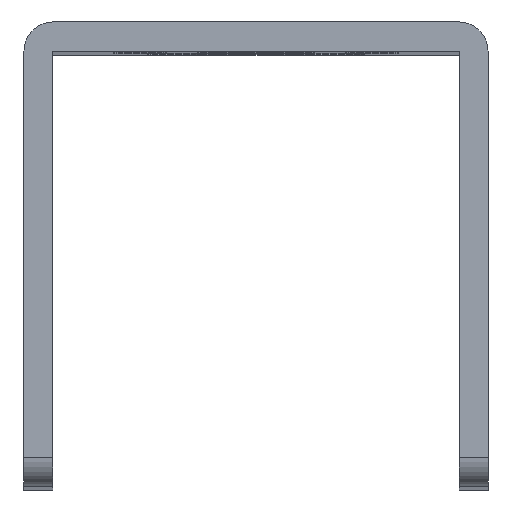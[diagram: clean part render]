
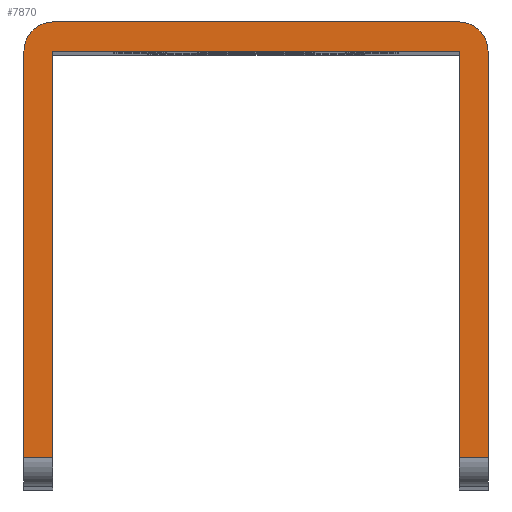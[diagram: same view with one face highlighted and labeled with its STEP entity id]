
A CAD part, top view. The second image highlights one B-rep face of the part: STEP entity #7870.
In plain terms, the highlighted planar face has unit normal (0, 0, 1).
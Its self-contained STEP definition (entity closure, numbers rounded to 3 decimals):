
#535 = LINE ( 'NONE', #6269, #4557 ) ;
#606 = ORIENTED_EDGE ( 'NONE', *, *, #5622, .T. ) ;
#677 = DIRECTION ( 'NONE',  ( 1., 0., 0. ) ) ;
#715 = DIRECTION ( 'NONE',  ( 0., 0., 1. ) ) ;
#742 = AXIS2_PLACEMENT_3D ( 'NONE', #5511, #715, #6303 ) ;
#745 = AXIS2_PLACEMENT_3D ( 'NONE', #2326, #7771, #3123 ) ;
#879 = CARTESIAN_POINT ( 'NONE',  ( 16., -14., 0. ) ) ;
#892 = CARTESIAN_POINT ( 'NONE',  ( -16., -14., 0. ) ) ;
#1236 = CARTESIAN_POINT ( 'NONE',  ( 14., 14., 0. ) ) ;
#1270 = CARTESIAN_POINT ( 'NONE',  ( -14., 14., 0. ) ) ;
#1357 = DIRECTION ( 'NONE',  ( 1., 0., 0. ) ) ;
#1675 = VERTEX_POINT ( 'NONE', #3923 ) ;
#1678 = CARTESIAN_POINT ( 'NONE',  ( -14., 14., 0. ) ) ;
#1683 = DIRECTION ( 'NONE',  ( 0., 0., 1. ) ) ;
#1821 = LINE ( 'NONE', #1678, #7779 ) ;
#1881 = ORIENTED_EDGE ( 'NONE', *, *, #6670, .T. ) ;
#2023 = FACE_OUTER_BOUND ( 'NONE', #3494, .T. ) ;
#2028 = VERTEX_POINT ( 'NONE', #2444 ) ;
#2062 = VECTOR ( 'NONE', #5563, 1000. ) ;
#2090 = VECTOR ( 'NONE', #8525, 1000. ) ;
#2126 = VERTEX_POINT ( 'NONE', #1270 ) ;
#2180 = VERTEX_POINT ( 'NONE', #1236 ) ;
#2228 = DIRECTION ( 'NONE',  ( -1., 0., 0. ) ) ;
#2326 = CARTESIAN_POINT ( 'NONE',  ( -14., 14., 0. ) ) ;
#2422 = CIRCLE ( 'NONE', #745, 2. ) ;
#2444 = CARTESIAN_POINT ( 'NONE',  ( 16., 14., 0. ) ) ;
#2515 = VERTEX_POINT ( 'NONE', #879 ) ;
#3123 = DIRECTION ( 'NONE',  ( 1., 0., 0. ) ) ;
#3494 = EDGE_LOOP ( 'NONE', ( #7916, #4231, #3728, #3861, #606, #1881, #9622, #8754, #7569, #5747 ) ) ;
#3728 = ORIENTED_EDGE ( 'NONE', *, *, #6124, .T. ) ;
#3861 = ORIENTED_EDGE ( 'NONE', *, *, #5872, .T. ) ;
#3908 = LINE ( 'NONE', #6260, #2062 ) ;
#3923 = CARTESIAN_POINT ( 'NONE',  ( 14., -14., 0. ) ) ;
#4012 = VERTEX_POINT ( 'NONE', #8780 ) ;
#4035 = CARTESIAN_POINT ( 'NONE',  ( 0., 0., 0. ) ) ;
#4231 = ORIENTED_EDGE ( 'NONE', *, *, #6660, .T. ) ;
#4387 = VERTEX_POINT ( 'NONE', #892 ) ;
#4555 = VERTEX_POINT ( 'NONE', #7673 ) ;
#4557 = VECTOR ( 'NONE', #7067, 1000. ) ;
#4656 = VERTEX_POINT ( 'NONE', #8501 ) ;
#4676 = VERTEX_POINT ( 'NONE', #5924 ) ;
#4818 = LINE ( 'NONE', #9535, #8416 ) ;
#5089 = LINE ( 'NONE', #8828, #6915 ) ;
#5095 = VECTOR ( 'NONE', #8059, 1000. ) ;
#5335 = EDGE_CURVE ( 'NONE', #2515, #2028, #6326, .T. ) ;
#5414 = CARTESIAN_POINT ( 'NONE',  ( -16., 16., 0. ) ) ;
#5511 = CARTESIAN_POINT ( 'NONE',  ( 14., 14., 0. ) ) ;
#5563 = DIRECTION ( 'NONE',  ( 0., 1., 0. ) ) ;
#5622 = EDGE_CURVE ( 'NONE', #2180, #1675, #8798, .T. ) ;
#5747 = ORIENTED_EDGE ( 'NONE', *, *, #6674, .T. ) ;
#5872 = EDGE_CURVE ( 'NONE', #2126, #2180, #1821, .T. ) ;
#5924 = CARTESIAN_POINT ( 'NONE',  ( -14., 16., 0. ) ) ;
#6124 = EDGE_CURVE ( 'NONE', #4012, #2126, #3908, .T. ) ;
#6260 = CARTESIAN_POINT ( 'NONE',  ( -14., 14., 0. ) ) ;
#6269 = CARTESIAN_POINT ( 'NONE',  ( 0., -14., 0. ) ) ;
#6303 = DIRECTION ( 'NONE',  ( 1., 0., 0. ) ) ;
#6326 = LINE ( 'NONE', #8401, #2090 ) ;
#6388 = EDGE_CURVE ( 'NONE', #4555, #4387, #5089, .T. ) ;
#6454 = PLANE ( 'NONE',  #9629 ) ;
#6641 = EDGE_CURVE ( 'NONE', #4656, #4676, #8783, .T. ) ;
#6660 = EDGE_CURVE ( 'NONE', #4387, #4012, #4818, .T. ) ;
#6670 = EDGE_CURVE ( 'NONE', #1675, #2515, #535, .T. ) ;
#6673 = EDGE_CURVE ( 'NONE', #2028, #4656, #8227, .T. ) ;
#6674 = EDGE_CURVE ( 'NONE', #4676, #4555, #2422, .T. ) ;
#6915 = VECTOR ( 'NONE', #8231, 1000. ) ;
#7067 = DIRECTION ( 'NONE',  ( 1., 0., 0. ) ) ;
#7147 = VECTOR ( 'NONE', #2228, 1000. ) ;
#7241 = DIRECTION ( 'NONE',  ( 1., 0., 0. ) ) ;
#7569 = ORIENTED_EDGE ( 'NONE', *, *, #6641, .T. ) ;
#7673 = CARTESIAN_POINT ( 'NONE',  ( -16., 14., 0. ) ) ;
#7771 = DIRECTION ( 'NONE',  ( 0., 0., 1. ) ) ;
#7779 = VECTOR ( 'NONE', #1357, 1000. ) ;
#7870 = ADVANCED_FACE ( 'NONE', ( #2023 ), #6454, .T. ) ;
#7916 = ORIENTED_EDGE ( 'NONE', *, *, #6388, .T. ) ;
#8059 = DIRECTION ( 'NONE',  ( 0., -1., 0. ) ) ;
#8216 = CARTESIAN_POINT ( 'NONE',  ( 14., 14., 0. ) ) ;
#8227 = CIRCLE ( 'NONE', #742, 2. ) ;
#8231 = DIRECTION ( 'NONE',  ( 0., -1., 0. ) ) ;
#8401 = CARTESIAN_POINT ( 'NONE',  ( 16., 16., 0. ) ) ;
#8416 = VECTOR ( 'NONE', #677, 1000. ) ;
#8501 = CARTESIAN_POINT ( 'NONE',  ( 14., 16., 0. ) ) ;
#8525 = DIRECTION ( 'NONE',  ( 0., 1., 0. ) ) ;
#8754 = ORIENTED_EDGE ( 'NONE', *, *, #6673, .T. ) ;
#8780 = CARTESIAN_POINT ( 'NONE',  ( -14., -14., 0. ) ) ;
#8783 = LINE ( 'NONE', #5414, #7147 ) ;
#8798 = LINE ( 'NONE', #8216, #5095 ) ;
#8828 = CARTESIAN_POINT ( 'NONE',  ( -16., 16., 0. ) ) ;
#9535 = CARTESIAN_POINT ( 'NONE',  ( 0., -14., 0. ) ) ;
#9622 = ORIENTED_EDGE ( 'NONE', *, *, #5335, .T. ) ;
#9629 = AXIS2_PLACEMENT_3D ( 'NONE', #4035, #1683, #7241 ) ;
